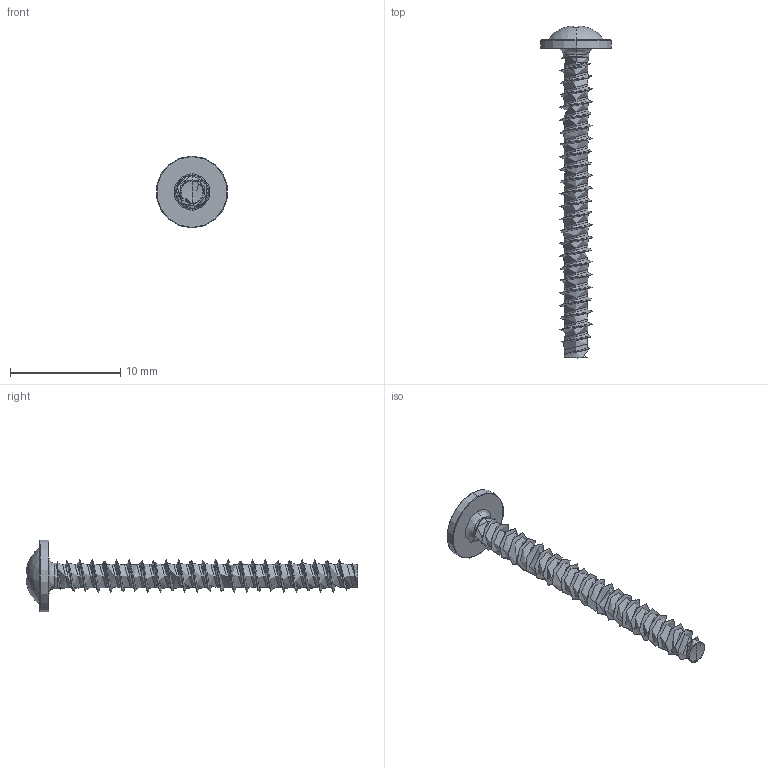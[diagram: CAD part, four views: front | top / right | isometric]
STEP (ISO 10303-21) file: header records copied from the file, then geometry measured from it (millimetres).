
FILE_DESCRIPTION (( 'STEP AP203' ), '1' );
FILE_NAME ('STP210300280.STEP', '2020-09-03T11:36:02', ( '' ), ( '' ), 'SwSTEP 2.0', 'SolidWorks 2015', '' );
FILE_SCHEMA (( 'CONFIG_CONTROL_DESIGN' ));
Length unit declared in the file: millimetre
Products named in the file (2): STP210300280
Bounding box: 6.4 x 30.06 x 6.5 mm (x, y, z)
Volume: 153.9 mm3; surface area: 401.2 mm2
Topology: 1 solids, 1 shells, 219 faces, 545 edges, 333 vertices
Faces by surface type: cylinder 74, bspline 55, plane 31, torus 30, sphere 20, cone 9
Entity records: 38872 total; most frequent: CARTESIAN_POINT 34170, ORIENTED_EDGE 1078, DIRECTION 823, EDGE_CURVE 539, AXIS2_PLACEMENT_3D 352, VERTEX_POINT 325, EDGE_LOOP 222, ADVANCED_FACE 219
